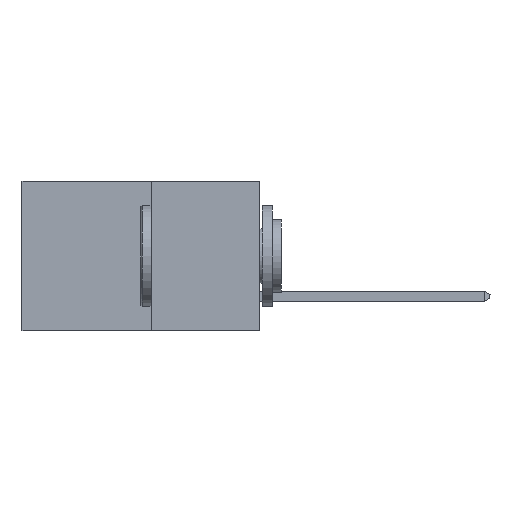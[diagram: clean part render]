
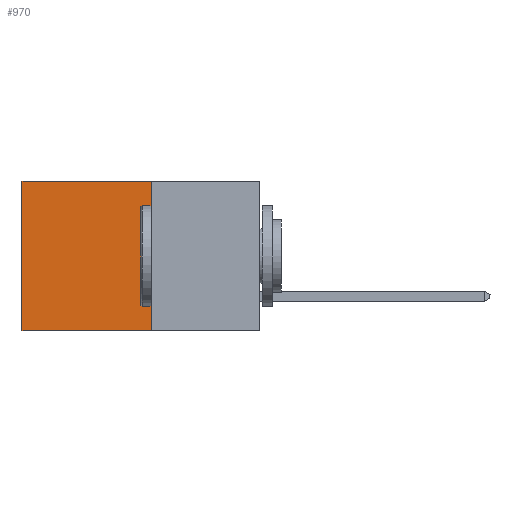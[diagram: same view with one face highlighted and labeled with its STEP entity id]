
A CAD part, left-side view. The second image highlights one B-rep face of the part: STEP entity #970.
In plain terms, the highlighted planar face has unit normal (-1, 0, 0).
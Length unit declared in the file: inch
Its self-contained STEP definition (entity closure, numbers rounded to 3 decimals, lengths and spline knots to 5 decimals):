
#86 = CARTESIAN_POINT ( 'NONE',  ( 0.277, 0.59, 0. ) ) ;
#877 = EDGE_CURVE ( 'NONE', #2703, #7385, #6416, .T. ) ;
#878 = VERTEX_POINT ( 'NONE', #86 ) ;
#970 = ADVANCED_FACE ( 'NONE', ( #7007 ), #8420, .F. ) ;
#1135 = EDGE_CURVE ( 'NONE', #7385, #7238, #8757, .T. ) ;
#1350 = EDGE_CURVE ( 'NONE', #2703, #878, #1717, .T. ) ;
#1431 = VECTOR ( 'NONE', #4925, 39.37008 ) ;
#1717 = LINE ( 'NONE', #7247, #1431 ) ;
#1809 = EDGE_CURVE ( 'NONE', #878, #7238, #5538, .T. ) ;
#1893 = ORIENTED_EDGE ( 'NONE', *, *, #877, .F. ) ;
#2445 = DIRECTION ( 'NONE',  ( 0., 0., -1. ) ) ;
#2631 = DIRECTION ( 'NONE',  ( 0., 0., -1. ) ) ;
#2681 = ORIENTED_EDGE ( 'NONE', *, *, #1350, .T. ) ;
#2703 = VERTEX_POINT ( 'NONE', #7531 ) ;
#2910 = DIRECTION ( 'NONE',  ( 1., 0., 0. ) ) ;
#3206 = CARTESIAN_POINT ( 'NONE',  ( 0.277, 0.27, -0.37 ) ) ;
#3396 = ORIENTED_EDGE ( 'NONE', *, *, #1135, .F. ) ;
#3615 = AXIS2_PLACEMENT_3D ( 'NONE', #8413, #2910, #2445 ) ;
#4032 = DIRECTION ( 'NONE',  ( 0., 1., 0. ) ) ;
#4925 = DIRECTION ( 'NONE',  ( 0., 1., 0. ) ) ;
#5296 = CARTESIAN_POINT ( 'NONE',  ( 0.277, 0.59, -0.37 ) ) ;
#5538 = LINE ( 'NONE', #9245, #9145 ) ;
#5979 = EDGE_LOOP ( 'NONE', ( #8644, #3396, #1893, #2681 ) ) ;
#6059 = DIRECTION ( 'NONE',  ( 0., 0., -1. ) ) ;
#6416 = LINE ( 'NONE', #7096, #8122 ) ;
#6994 = CARTESIAN_POINT ( 'NONE',  ( 0.277, 0.27, -0.37 ) ) ;
#7007 = FACE_OUTER_BOUND ( 'NONE', #5979, .T. ) ;
#7096 = CARTESIAN_POINT ( 'NONE',  ( 0.277, 0.27, -0.37 ) ) ;
#7238 = VERTEX_POINT ( 'NONE', #5296 ) ;
#7247 = CARTESIAN_POINT ( 'NONE',  ( 0.277, 0.27, 0. ) ) ;
#7385 = VERTEX_POINT ( 'NONE', #3206 ) ;
#7531 = CARTESIAN_POINT ( 'NONE',  ( 0.277, 0.27, 0. ) ) ;
#8122 = VECTOR ( 'NONE', #6059, 39.37008 ) ;
#8413 = CARTESIAN_POINT ( 'NONE',  ( 0.277, 0.27, -0.37 ) ) ;
#8420 = PLANE ( 'NONE',  #3615 ) ;
#8541 = VECTOR ( 'NONE', #4032, 39.37008 ) ;
#8644 = ORIENTED_EDGE ( 'NONE', *, *, #1809, .T. ) ;
#8757 = LINE ( 'NONE', #6994, #8541 ) ;
#9145 = VECTOR ( 'NONE', #2631, 39.37008 ) ;
#9245 = CARTESIAN_POINT ( 'NONE',  ( 0.277, 0.59, -0.37 ) ) ;
